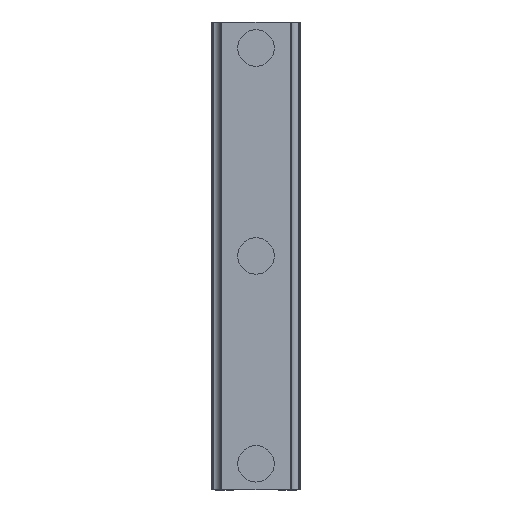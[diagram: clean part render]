
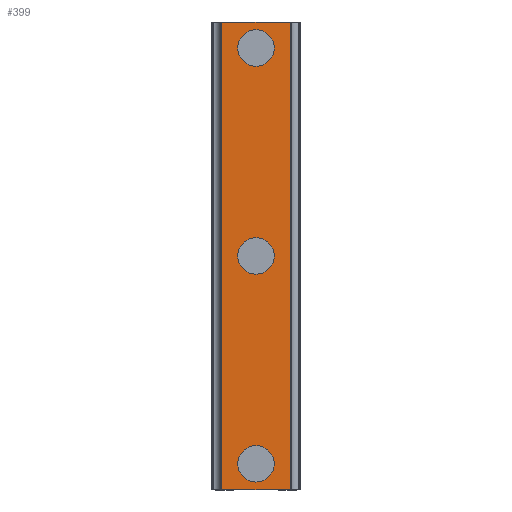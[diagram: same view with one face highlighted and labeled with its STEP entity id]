
A CAD part, top view. The second image highlights one B-rep face of the part: STEP entity #399.
In plain terms, the highlighted planar face has unit normal (0, 0, 1).
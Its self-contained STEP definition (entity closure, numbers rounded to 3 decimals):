
#399=ADVANCED_FACE('',(#824,#825,#826,#827),#828,.T.);
#824=FACE_BOUND('',#1271,.T.);
#825=FACE_BOUND('',#1272,.T.);
#826=FACE_BOUND('',#1273,.T.);
#827=FACE_OUTER_BOUND('',#1274,.T.);
#828=PLANE('',#1275);
#1271=EDGE_LOOP('',(#2467,#2468));
#1272=EDGE_LOOP('',(#2469,#2470));
#1273=EDGE_LOOP('',(#2471,#2472));
#1274=EDGE_LOOP('',(#2473,#2474,#2475,#2476));
#1275=AXIS2_PLACEMENT_3D('',#2477,#2478,#2479);
#2467=ORIENTED_EDGE('',*,*,#2714,.T.);
#2468=ORIENTED_EDGE('',*,*,#3093,.T.);
#2469=ORIENTED_EDGE('',*,*,#2704,.T.);
#2470=ORIENTED_EDGE('',*,*,#3099,.T.);
#2471=ORIENTED_EDGE('',*,*,#2694,.T.);
#2472=ORIENTED_EDGE('',*,*,#3105,.T.);
#2473=ORIENTED_EDGE('',*,*,#3068,.T.);
#2474=ORIENTED_EDGE('',*,*,#3160,.F.);
#2475=ORIENTED_EDGE('',*,*,#2930,.T.);
#2476=ORIENTED_EDGE('',*,*,#3158,.T.);
#2477=CARTESIAN_POINT('',(0.,180.0,29.));
#2478=DIRECTION('',(0.0,0.0,1.0));
#2479=DIRECTION('',(-1.0,0.0,0.0));
#2694=EDGE_CURVE('',#3224,#3221,#3225,.T.);
#2704=EDGE_CURVE('',#3242,#3239,#3243,.T.);
#2714=EDGE_CURVE('',#3260,#3257,#3261,.T.);
#2930=EDGE_CURVE('',#3592,#3590,#3593,.T.);
#3068=EDGE_CURVE('',#3823,#3821,#3824,.T.);
#3093=EDGE_CURVE('',#3257,#3260,#3871,.T.);
#3099=EDGE_CURVE('',#3239,#3242,#3877,.T.);
#3105=EDGE_CURVE('',#3221,#3224,#3883,.T.);
#3158=EDGE_CURVE('',#3590,#3823,#3936,.T.);
#3160=EDGE_CURVE('',#3592,#3821,#3938,.T.);
#3221=VERTEX_POINT('',#4001);
#3224=VERTEX_POINT('',#4005);
#3225=CIRCLE('',#4006,7.0);
#3239=VERTEX_POINT('',#4023);
#3242=VERTEX_POINT('',#4027);
#3243=CIRCLE('',#4028,7.0);
#3257=VERTEX_POINT('',#4045);
#3260=VERTEX_POINT('',#4049);
#3261=CIRCLE('',#4050,7.0);
#3590=VERTEX_POINT('',#4513);
#3592=VERTEX_POINT('',#4516);
#3593=LINE('',#4517,#4518);
#3821=VERTEX_POINT('',#4836);
#3823=VERTEX_POINT('',#4839);
#3824=LINE('',#4840,#4841);
#3871=CIRCLE('',#4900,7.0);
#3877=CIRCLE('',#4906,7.0);
#3883=CIRCLE('',#4912,7.0);
#3936=LINE('',#4989,#4990);
#3938=LINE('',#4992,#4993);
#4001=CARTESIAN_POINT('',(7.0,10.0,29.));
#4005=CARTESIAN_POINT('',(-7.0,10.0,29.));
#4006=AXIS2_PLACEMENT_3D('',#5077,#5078,#5079);
#4023=CARTESIAN_POINT('',(7.0,90.0,29.));
#4027=CARTESIAN_POINT('',(-7.0,90.0,29.));
#4028=AXIS2_PLACEMENT_3D('',#5093,#5094,#5095);
#4045=CARTESIAN_POINT('',(7.0,170.0,29.));
#4049=CARTESIAN_POINT('',(-7.0,170.0,29.));
#4050=AXIS2_PLACEMENT_3D('',#5109,#5110,#5111);
#4513=CARTESIAN_POINT('',(-13.251,180.0,29.));
#4516=CARTESIAN_POINT('',(13.251,180.0,29.));
#4517=CARTESIAN_POINT('',(13.251,180.0,29.));
#4518=VECTOR('',#5328,1.0);
#4836=CARTESIAN_POINT('',(13.251,0.0,29.));
#4839=CARTESIAN_POINT('',(-13.251,0.0,29.));
#4840=CARTESIAN_POINT('',(13.251,0.0,29.));
#4841=VECTOR('',#5486,1.0);
#4900=AXIS2_PLACEMENT_3D('',#5532,#5533,#5534);
#4906=AXIS2_PLACEMENT_3D('',#5541,#5542,#5543);
#4912=AXIS2_PLACEMENT_3D('',#5550,#5551,#5552);
#4989=CARTESIAN_POINT('',(-13.251,180.0,29.));
#4990=VECTOR('',#5583,1.0);
#4992=CARTESIAN_POINT('',(13.251,180.0,29.));
#4993=VECTOR('',#5584,1.0);
#5077=CARTESIAN_POINT('',(0.0,10.0,29.));
#5078=DIRECTION('',(0.0,0.0,-1.0));
#5079=DIRECTION('',(1.0,0.0,0.0));
#5093=CARTESIAN_POINT('',(0.0,90.0,29.));
#5094=DIRECTION('',(0.0,0.0,-1.0));
#5095=DIRECTION('',(1.0,0.0,0.0));
#5109=CARTESIAN_POINT('',(0.0,170.0,29.));
#5110=DIRECTION('',(0.0,0.0,-1.0));
#5111=DIRECTION('',(1.0,0.0,0.0));
#5328=DIRECTION('',(-1.0,0.0,0.0));
#5486=DIRECTION('',(1.0,0.0,0.0));
#5532=CARTESIAN_POINT('',(0.0,170.0,29.));
#5533=DIRECTION('',(0.0,0.0,-1.0));
#5534=DIRECTION('',(1.0,0.0,0.0));
#5541=CARTESIAN_POINT('',(0.0,90.0,29.));
#5542=DIRECTION('',(0.0,0.0,-1.0));
#5543=DIRECTION('',(1.0,0.0,0.0));
#5550=CARTESIAN_POINT('',(0.0,10.0,29.));
#5551=DIRECTION('',(0.0,0.0,-1.0));
#5552=DIRECTION('',(1.0,0.0,0.0));
#5583=DIRECTION('',(0.0,-1.0,0.0));
#5584=DIRECTION('',(0.0,-1.0,0.0));
